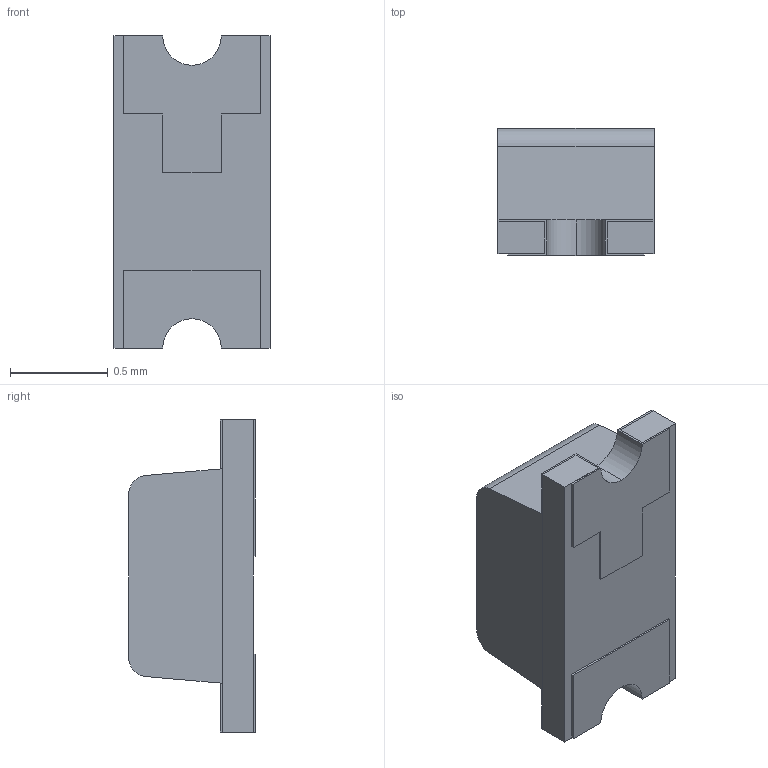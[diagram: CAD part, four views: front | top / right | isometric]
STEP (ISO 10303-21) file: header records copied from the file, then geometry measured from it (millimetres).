
FILE_DESCRIPTION (( 'STEP AP214' ), '1' );
FILE_NAME ('LTST-C191TBKT-5A.STEP', '2019-11-27T12:25:41', ( '' ), ( '' ), 'SwSTEP 2.0', 'SolidWorks 2017', '' );
FILE_SCHEMA (( 'AUTOMOTIVE_DESIGN' ));
Length unit declared in the file: millimetre
Products named in the file (1): LTST-C191TBKT-5A
Bounding box: 0.8 x 0.65 x 1.6 mm (x, y, z)
Volume: 0.6 mm3; surface area: 8.9 mm2
Topology: 4 solids, 4 shells, 53 faces, 135 edges, 90 vertices
Faces by surface type: plane 42, cylinder 11
Entity records: 1652 total; most frequent: CARTESIAN_POINT 279, ORIENTED_EDGE 270, DIRECTION 265, EDGE_CURVE 135, VECTOR 113, LINE 113, VERTEX_POINT 90, AXIS2_PLACEMENT_3D 76
